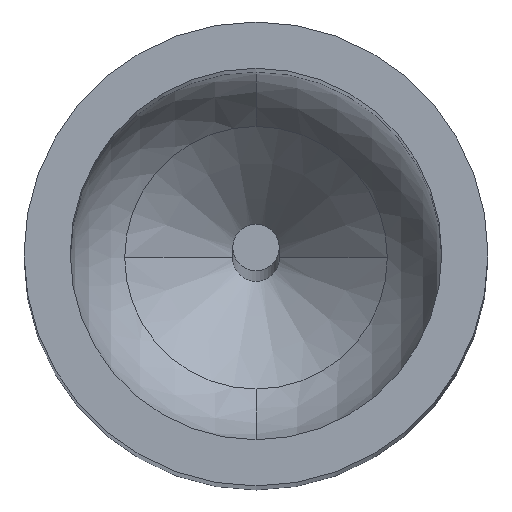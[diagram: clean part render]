
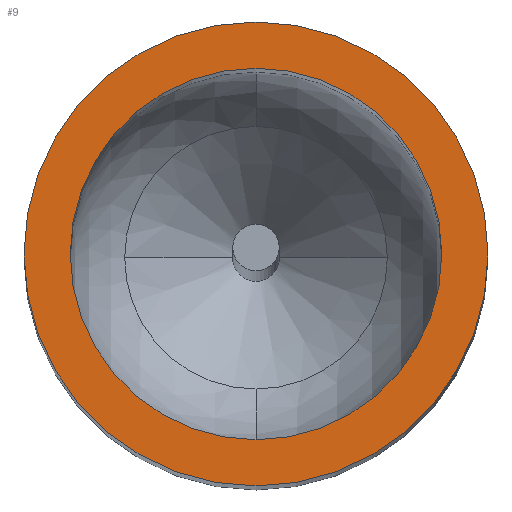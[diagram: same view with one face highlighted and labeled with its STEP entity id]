
A CAD part, top view. The second image highlights one B-rep face of the part: STEP entity #9.
In plain terms, the highlighted planar face has unit normal (0, 0, 1).
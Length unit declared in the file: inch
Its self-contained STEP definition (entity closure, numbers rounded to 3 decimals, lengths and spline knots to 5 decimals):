
#9 = ADVANCED_FACE ( 'NONE', ( #299, #219 ), #197, .T. ) ;
#20 = CIRCLE ( 'NONE', #576, 0.01969 ) ;
#31 = ORIENTED_EDGE ( 'NONE', *, *, #132, .T. ) ;
#59 = VERTEX_POINT ( 'NONE', #529 ) ;
#73 = DIRECTION ( 'NONE',  ( -1., 0., 0. ) ) ;
#82 = CARTESIAN_POINT ( 'NONE',  ( -1.68536, 0.54347, 0.6461 ) ) ;
#128 = DIRECTION ( 'NONE',  ( 0., 0., -1. ) ) ;
#132 = EDGE_CURVE ( 'NONE', #526, #153, #20, .T. ) ;
#153 = VERTEX_POINT ( 'NONE', #515 ) ;
#176 = AXIS2_PLACEMENT_3D ( 'NONE', #438, #383, #319 ) ;
#197 = PLANE ( 'NONE',  #329 ) ;
#218 = EDGE_LOOP ( 'NONE', ( #422, #309 ) ) ;
#219 = FACE_OUTER_BOUND ( 'NONE', #218, .T. ) ;
#233 = EDGE_CURVE ( 'NONE', #59, #439, #557, .T. ) ;
#238 = CIRCLE ( 'NONE', #176, 0.02459 ) ;
#247 = CARTESIAN_POINT ( 'NONE',  ( -1.68536, 0.54347, 0.6461 ) ) ;
#253 = DIRECTION ( 'NONE',  ( 0., 0., 1. ) ) ;
#260 = EDGE_CURVE ( 'NONE', #153, #526, #318, .T. ) ;
#287 = DIRECTION ( 'NONE',  ( 0., 0., -1. ) ) ;
#299 = FACE_BOUND ( 'NONE', #408, .T. ) ;
#309 = ORIENTED_EDGE ( 'NONE', *, *, #233, .T. ) ;
#318 = CIRCLE ( 'NONE', #505, 0.01969 ) ;
#319 = DIRECTION ( 'NONE',  ( 1., 0., 0. ) ) ;
#329 = AXIS2_PLACEMENT_3D ( 'NONE', #416, #253, #477 ) ;
#333 = CARTESIAN_POINT ( 'NONE',  ( -1.66077, 0.54347, 0.6461 ) ) ;
#383 = DIRECTION ( 'NONE',  ( 0., 0., 1. ) ) ;
#389 = DIRECTION ( 'NONE',  ( -1., 0., 0. ) ) ;
#408 = EDGE_LOOP ( 'NONE', ( #31, #496 ) ) ;
#416 = CARTESIAN_POINT ( 'NONE',  ( -1.68536, 0.54347, 0.6461 ) ) ;
#422 = ORIENTED_EDGE ( 'NONE', *, *, #450, .T. ) ;
#438 = CARTESIAN_POINT ( 'NONE',  ( -1.68536, 0.54347, 0.6461 ) ) ;
#439 = VERTEX_POINT ( 'NONE', #333 ) ;
#450 = EDGE_CURVE ( 'NONE', #439, #59, #238, .T. ) ;
#459 = CARTESIAN_POINT ( 'NONE',  ( -1.68536, 0.54347, 0.6461 ) ) ;
#477 = DIRECTION ( 'NONE',  ( 1., 0., 0. ) ) ;
#484 = DIRECTION ( 'NONE',  ( 1., 0., 0. ) ) ;
#496 = ORIENTED_EDGE ( 'NONE', *, *, #260, .T. ) ;
#505 = AXIS2_PLACEMENT_3D ( 'NONE', #247, #128, #73 ) ;
#515 = CARTESIAN_POINT ( 'NONE',  ( -1.66568, 0.54347, 0.6461 ) ) ;
#521 = AXIS2_PLACEMENT_3D ( 'NONE', #82, #549, #484 ) ;
#526 = VERTEX_POINT ( 'NONE', #527 ) ;
#527 = CARTESIAN_POINT ( 'NONE',  ( -1.70505, 0.54347, 0.6461 ) ) ;
#529 = CARTESIAN_POINT ( 'NONE',  ( -1.70995, 0.54347, 0.6461 ) ) ;
#549 = DIRECTION ( 'NONE',  ( 0., 0., 1. ) ) ;
#557 = CIRCLE ( 'NONE', #521, 0.02459 ) ;
#576 = AXIS2_PLACEMENT_3D ( 'NONE', #459, #287, #389 ) ;
